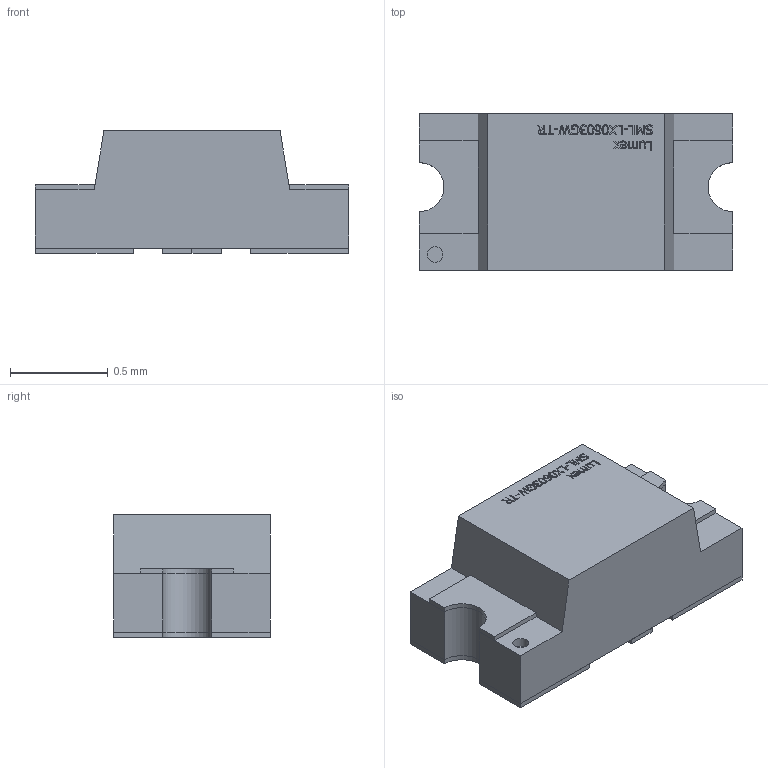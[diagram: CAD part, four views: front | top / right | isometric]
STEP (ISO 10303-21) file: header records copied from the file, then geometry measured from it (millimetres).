
FILE_DESCRIPTION( ( '' ), ' ' );
FILE_NAME( '5af53ead8458e10ee5ffebba.step', '2018-05-11T06:56:46', ( '' ), ( '' ), ' ', ' ', ' ' );
FILE_SCHEMA( ( 'AUTOMOTIVE_DESIGN { 1 0 10303 214 1 1 1 1 }' ) );
Length unit declared in the file: metre
Products named in the file (6): Open CASCADE STEP translator 6.8 2; Open CASCADE STEP translator 6.8 1
Bounding box: 1.6 x 0.8 x 0.63 mm (x, y, z)
Volume: 0.6 mm3; surface area: 7.7 mm2
Topology: 6 solids, 6 shells, 346 faces, 924 edges, 616 vertices
Faces by surface type: plane 211, cylinder 117, extrusion 14, bspline 4
Full cylindrical faces by diameter (mm): 0.08 x1
Entity records: 18495 total; most frequent: CARTESIAN_POINT 2464, ORIENTED_EDGE 1846, DIRECTION 1693, STYLED_ITEM 1269, PRESENTATION_STYLE_ASSIGNMENT 1269, COLOUR_RGB 1269, EDGE_CURVE 923, CURVE_STYLE 923
